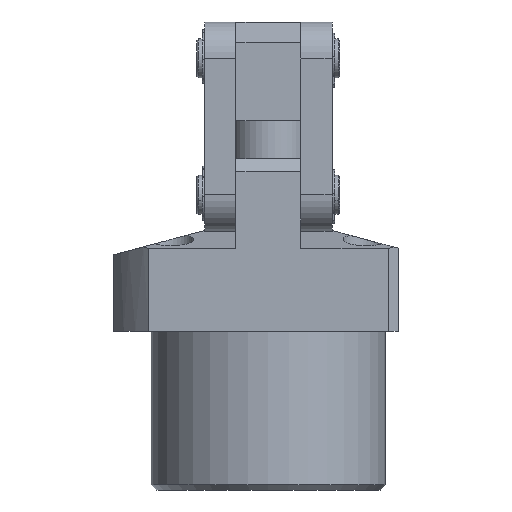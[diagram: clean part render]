
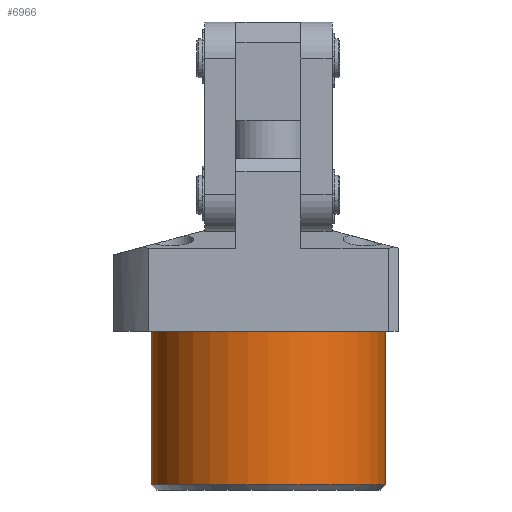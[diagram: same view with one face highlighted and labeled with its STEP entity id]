
A CAD part, front view. The second image highlights one B-rep face of the part: STEP entity #6966.
In plain terms, the highlighted cylindrical face has radius 45 mm (diameter 90 mm), a partial arc.
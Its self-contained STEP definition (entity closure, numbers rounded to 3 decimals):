
#274 = AXIS2_PLACEMENT_3D ( 'NONE', #5890, #5891, #5892 ) ;
#488 = AXIS2_PLACEMENT_3D ( 'NONE', #8659, #8658, #8655 ) ;
#1159 = AXIS2_PLACEMENT_3D ( 'NONE', #7027, #7026, #7025 ) ;
#1335 = EDGE_CURVE ( 'NONE', #5323, #5368, #3398, .T. ) ;
#1834 = EDGE_CURVE ( 'NONE', #5323, #5247, #7309, .T. ) ;
#1836 = EDGE_CURVE ( 'NONE', #5368, #5231, #7313, .T. ) ;
#1894 = EDGE_CURVE ( 'NONE', #5231, #5247, #7395, .T. ) ;
#2350 = FACE_OUTER_BOUND ( 'NONE', #4944, .T. ) ;
#2363 = CYLINDRICAL_SURFACE ( 'NONE', #488, 45. ) ;
#3398 = CIRCLE ( 'NONE', #1159, 45. ) ;
#4777 = ORIENTED_EDGE ( 'NONE', *, *, #1894, .T. ) ;
#4805 = ORIENTED_EDGE ( 'NONE', *, *, #1834, .F. ) ;
#4837 = ORIENTED_EDGE ( 'NONE', *, *, #1836, .T. ) ;
#4843 = ORIENTED_EDGE ( 'NONE', *, *, #1335, .T. ) ;
#4944 = EDGE_LOOP ( 'NONE', ( #4805, #4843, #4837, #4777 ) ) ;
#5231 = VERTEX_POINT ( 'NONE', #9385 ) ;
#5247 = VERTEX_POINT ( 'NONE', #9401 ) ;
#5323 = VERTEX_POINT ( 'NONE', #9477 ) ;
#5368 = VERTEX_POINT ( 'NONE', #9522 ) ;
#5636 = CARTESIAN_POINT ( 'NONE',  ( 45., 0., -61. ) ) ;
#5637 = DIRECTION ( 'NONE',  ( 0., 0., 1. ) ) ;
#5641 = CARTESIAN_POINT ( 'NONE',  ( -45., 0., -61. ) ) ;
#5642 = DIRECTION ( 'NONE',  ( 0., 0., 1. ) ) ;
#5890 = CARTESIAN_POINT ( 'NONE',  ( 0., 0., 0. ) ) ;
#5891 = DIRECTION ( 'NONE',  ( 0., 0., -1. ) ) ;
#5892 = DIRECTION ( 'NONE',  ( 1., 0., 0. ) ) ;
#6966 = ADVANCED_FACE ( 'NONE', ( #2350 ), #2363, .T. ) ;
#7025 = DIRECTION ( 'NONE',  ( -1., 0., 0. ) ) ;
#7026 = DIRECTION ( 'NONE',  ( 0., 0., 1. ) ) ;
#7027 = CARTESIAN_POINT ( 'NONE',  ( 0., 0., -59. ) ) ;
#7309 = LINE ( 'NONE', #5641, #7312 ) ;
#7312 = VECTOR ( 'NONE', #5642, 1000. ) ;
#7313 = LINE ( 'NONE', #5636, #7315 ) ;
#7315 = VECTOR ( 'NONE', #5637, 1000. ) ;
#7395 = CIRCLE ( 'NONE', #274, 45. ) ;
#8655 = DIRECTION ( 'NONE',  ( 1., 0., 0. ) ) ;
#8658 = DIRECTION ( 'NONE',  ( 0., 0., 1. ) ) ;
#8659 = CARTESIAN_POINT ( 'NONE',  ( 0., 0., -61. ) ) ;
#9385 = CARTESIAN_POINT ( 'NONE',  ( 45., 0., 0. ) ) ;
#9401 = CARTESIAN_POINT ( 'NONE',  ( -45., 0., 0. ) ) ;
#9477 = CARTESIAN_POINT ( 'NONE',  ( -45., 0., -59. ) ) ;
#9522 = CARTESIAN_POINT ( 'NONE',  ( 45., 0., -59. ) ) ;
